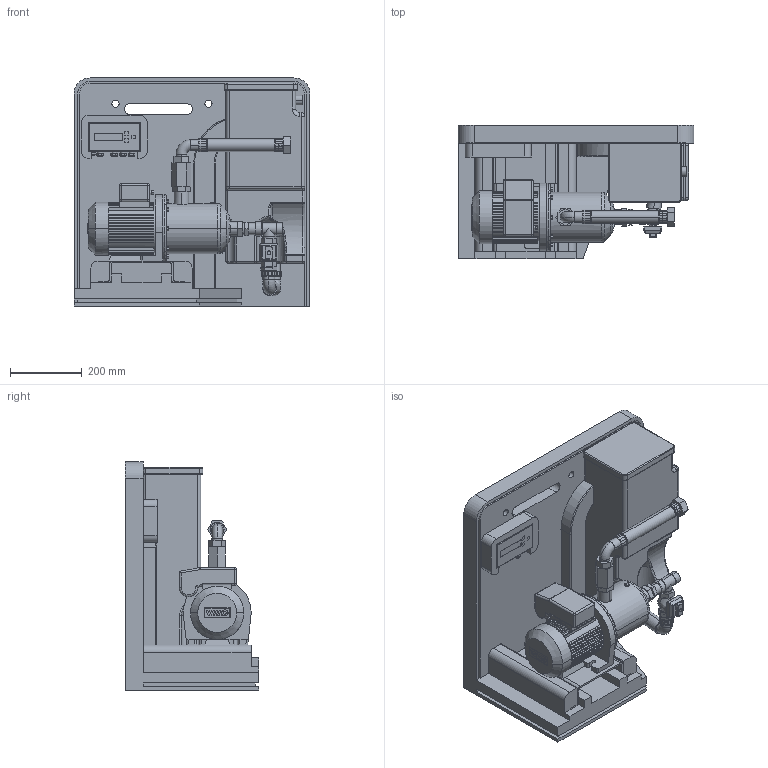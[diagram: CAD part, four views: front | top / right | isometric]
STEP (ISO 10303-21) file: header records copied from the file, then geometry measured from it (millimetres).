
FILE_DESCRIPTION((''),'2;1');
FILE_NAME('3d_AF 11 Comfort MC 304-2518350.stp','2009-06-17T09:42:31',(''),(''),'Mechanical Desktop 2008','Mechanical Desktop 2008',', , ');
FILE_SCHEMA(('CONFIG_CONTROL_DESIGN'));
Length unit declared in the file: millimetre
Products named in the file (1): 3D_AF 11 COMFORT MC 304-2518350
Bounding box: 660 x 373 x 638 mm (x, y, z)
Volume: 57361144.9 mm3; surface area: 2853273.7 mm2
Topology: 32 solids, 32 shells, 1385 faces, 3549 edges, 2255 vertices
Faces by surface type: plane 811, cylinder 406, torus 62, bspline 59, sphere 37, cone 10
Entity records: 44197 total; most frequent: CARTESIAN_POINT 9992, DIRECTION 7285, ORIENTED_EDGE 7032, EDGE_CURVE 3516, AXIS2_PLACEMENT_3D 2508, VECTOR 2269, LINE 2269, VERTEX_POINT 2255
